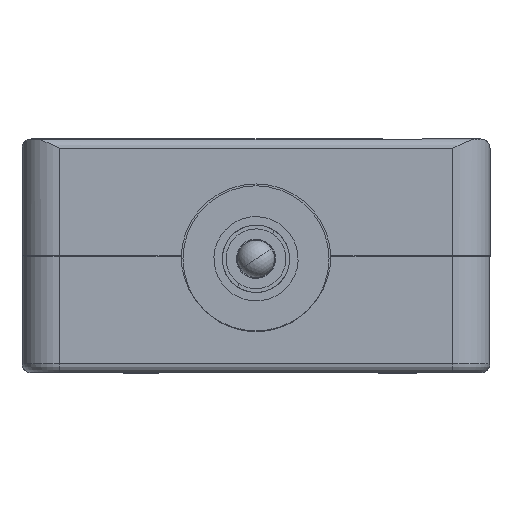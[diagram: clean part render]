
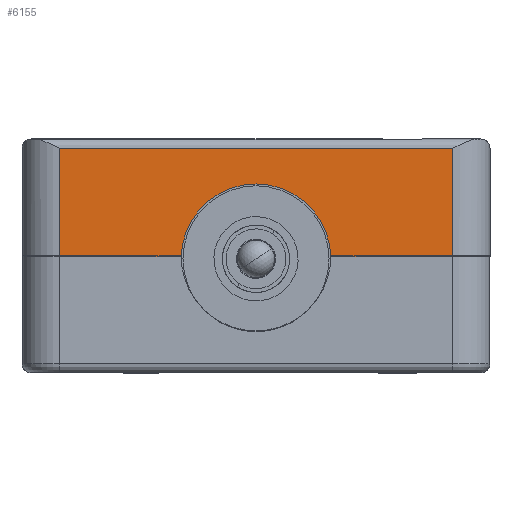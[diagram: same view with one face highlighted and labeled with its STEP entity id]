
A CAD part, front view. The second image highlights one B-rep face of the part: STEP entity #6155.
In plain terms, the highlighted face is planar.
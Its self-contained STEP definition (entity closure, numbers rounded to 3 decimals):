
#485 = CARTESIAN_POINT ( 'NONE',  ( -3.999, 6.3, -34.8 ) ) ;
#576 = EDGE_CURVE ( 'NONE', #1116, #7670, #1553, .T. ) ;
#584 = PLANE ( 'NONE',  #6276 ) ;
#714 = DIRECTION ( 'NONE',  ( 0., 1., 0. ) ) ;
#727 = AXIS2_PLACEMENT_3D ( 'NONE', #3992, #2212, #6956 ) ;
#755 = ORIENTED_EDGE ( 'NONE', *, *, #3119, .T. ) ;
#807 = DIRECTION ( 'NONE',  ( -1., 0., 0. ) ) ;
#925 = ORIENTED_EDGE ( 'NONE', *, *, #576, .T. ) ;
#1087 = CARTESIAN_POINT ( 'NONE',  ( -12.5, 6.3, -34.8 ) ) ;
#1116 = VERTEX_POINT ( 'NONE', #3590 ) ;
#1200 = DIRECTION ( 'NONE',  ( -1., 0., 0. ) ) ;
#1385 = EDGE_CURVE ( 'NONE', #6425, #5296, #2749, .T. ) ;
#1553 = LINE ( 'NONE', #1624, #6921 ) ;
#1624 = CARTESIAN_POINT ( 'NONE',  ( -12.5, 6.3, -34.8 ) ) ;
#2013 = CARTESIAN_POINT ( 'NONE',  ( -12.5, 0.5, -34.8 ) ) ;
#2131 = CARTESIAN_POINT ( 'NONE',  ( 10.5, 0.5, -34.8 ) ) ;
#2203 = EDGE_CURVE ( 'NONE', #7670, #4049, #4452, .T. ) ;
#2212 = DIRECTION ( 'NONE',  ( 0., 0., -1. ) ) ;
#2235 = VECTOR ( 'NONE', #714, 1000. ) ;
#2368 = CARTESIAN_POINT ( 'NONE',  ( -10.5, 6.3, -34.8 ) ) ;
#2408 = EDGE_CURVE ( 'NONE', #1116, #5296, #5953, .T. ) ;
#2565 = CARTESIAN_POINT ( 'NONE',  ( 10.5, 6.3, -34.8 ) ) ;
#2588 = LINE ( 'NONE', #2013, #3597 ) ;
#2662 = VECTOR ( 'NONE', #3888, 1000. ) ;
#2717 = EDGE_CURVE ( 'NONE', #4049, #5331, #2588, .T. ) ;
#2749 = LINE ( 'NONE', #1087, #2662 ) ;
#3119 = EDGE_CURVE ( 'NONE', #5331, #6425, #5412, .T. ) ;
#3462 = ORIENTED_EDGE ( 'NONE', *, *, #2717, .T. ) ;
#3553 = ORIENTED_EDGE ( 'NONE', *, *, #2408, .F. ) ;
#3590 = CARTESIAN_POINT ( 'NONE',  ( 3.999, 6.3, -34.8 ) ) ;
#3597 = VECTOR ( 'NONE', #807, 1000. ) ;
#3888 = DIRECTION ( 'NONE',  ( 1., 0., 0. ) ) ;
#3992 = CARTESIAN_POINT ( 'NONE',  ( 0., 6.4, -34.8 ) ) ;
#4006 = ORIENTED_EDGE ( 'NONE', *, *, #1385, .T. ) ;
#4049 = VERTEX_POINT ( 'NONE', #2131 ) ;
#4452 = LINE ( 'NONE', #5703, #4602 ) ;
#4602 = VECTOR ( 'NONE', #6831, 1000. ) ;
#5296 = VERTEX_POINT ( 'NONE', #485 ) ;
#5316 = CARTESIAN_POINT ( 'NONE',  ( -12.5, 0., -34.8 ) ) ;
#5331 = VERTEX_POINT ( 'NONE', #5640 ) ;
#5391 = ORIENTED_EDGE ( 'NONE', *, *, #2203, .T. ) ;
#5412 = LINE ( 'NONE', #6051, #2235 ) ;
#5640 = CARTESIAN_POINT ( 'NONE',  ( -10.5, 0.5, -34.8 ) ) ;
#5703 = CARTESIAN_POINT ( 'NONE',  ( 10.5, 0.5, -34.8 ) ) ;
#5753 = DIRECTION ( 'NONE',  ( 1., 0., 0. ) ) ;
#5895 = EDGE_LOOP ( 'NONE', ( #925, #5391, #3462, #755, #4006, #3553 ) ) ;
#5953 = CIRCLE ( 'NONE', #727, 4. ) ;
#6051 = CARTESIAN_POINT ( 'NONE',  ( -10.5, 0., -34.8 ) ) ;
#6155 = ADVANCED_FACE ( 'NONE', ( #6503 ), #584, .T. ) ;
#6276 = AXIS2_PLACEMENT_3D ( 'NONE', #5316, #6542, #1200 ) ;
#6425 = VERTEX_POINT ( 'NONE', #2368 ) ;
#6503 = FACE_OUTER_BOUND ( 'NONE', #5895, .T. ) ;
#6542 = DIRECTION ( 'NONE',  ( 0., 0., -1. ) ) ;
#6831 = DIRECTION ( 'NONE',  ( 0., -1., 0. ) ) ;
#6921 = VECTOR ( 'NONE', #5753, 1000. ) ;
#6956 = DIRECTION ( 'NONE',  ( -1., 0., 0. ) ) ;
#7670 = VERTEX_POINT ( 'NONE', #2565 ) ;
